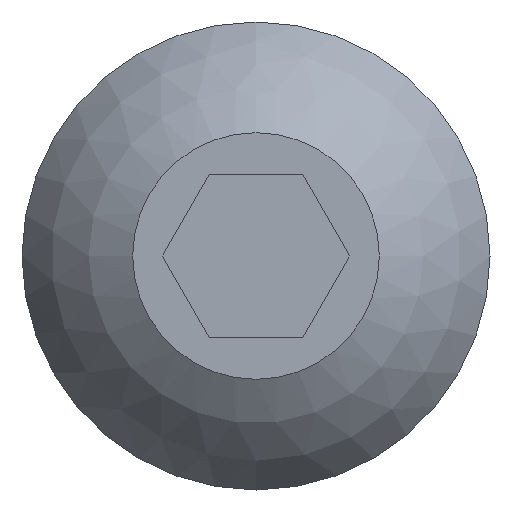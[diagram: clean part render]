
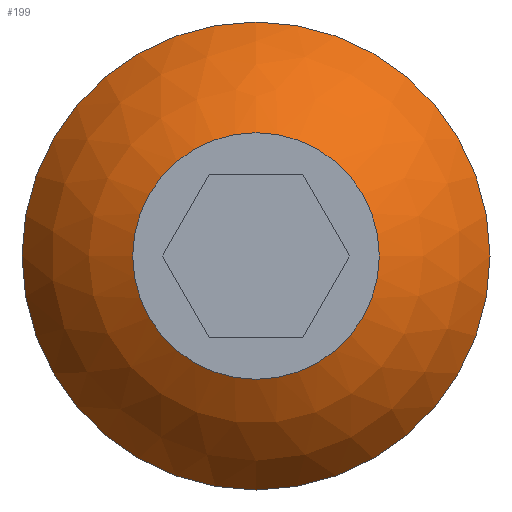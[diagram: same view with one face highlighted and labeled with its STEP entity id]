
A CAD part, left-side view. The second image highlights one B-rep face of the part: STEP entity #199.
In plain terms, the highlighted spherical face has radius 5.182 mm.
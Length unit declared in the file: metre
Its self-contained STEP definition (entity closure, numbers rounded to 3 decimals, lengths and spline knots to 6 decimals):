
#56=SPHERICAL_SURFACE('',#229,0.005182);
#73=ORIENTED_EDGE('',*,*,#117,.F.);
#74=ORIENTED_EDGE('',*,*,#114,.T.);
#114=EDGE_CURVE('',#137,#137,#154,.T.);
#117=EDGE_CURVE('',#140,#140,#157,.T.);
#137=VERTEX_POINT('',#301);
#140=VERTEX_POINT('',#310);
#154=CIRCLE('',#224,0.004585);
#157=CIRCLE('',#230,0.002416);
#164=EDGE_LOOP('',(#73));
#165=EDGE_LOOP('',(#74));
#182=FACE_BOUND('',#164,.T.);
#183=FACE_BOUND('',#165,.T.);
#199=ADVANCED_FACE('',(#182,#183),#56,.T.);
#224=AXIS2_PLACEMENT_3D('',#300,#246,#247);
#229=AXIS2_PLACEMENT_3D('',#308,#256,#257);
#230=AXIS2_PLACEMENT_3D('',#309,#258,#259);
#246=DIRECTION('',(-1.,0.,0.));
#247=DIRECTION('',(0.,0.,1.));
#256=DIRECTION('',(1.,0.,0.));
#257=DIRECTION('',(0.,-0.41,0.912));
#258=DIRECTION('',(-1.,0.,0.));
#259=DIRECTION('',(0.,0.,1.));
#300=CARTESIAN_POINT('',(-0.01822,-0.945012,-0.140093));
#301=CARTESIAN_POINT('',(-0.01822,-0.945012,-0.135509));
#308=CARTESIAN_POINT('',(-0.015804,-0.945012,-0.140093));
#309=CARTESIAN_POINT('',(-0.020389,-0.945012,-0.140093));
#310=CARTESIAN_POINT('',(-0.020389,-0.945012,-0.137677));
